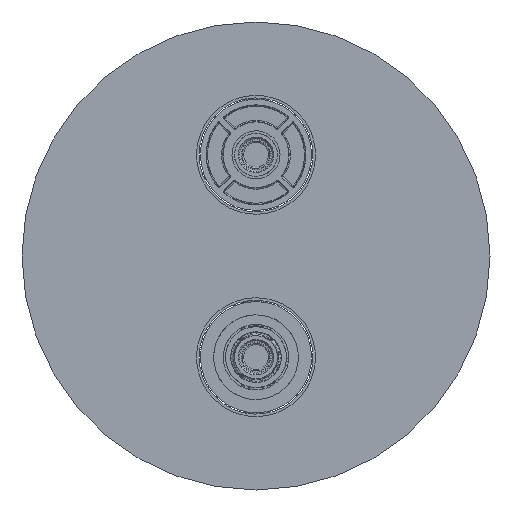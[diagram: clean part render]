
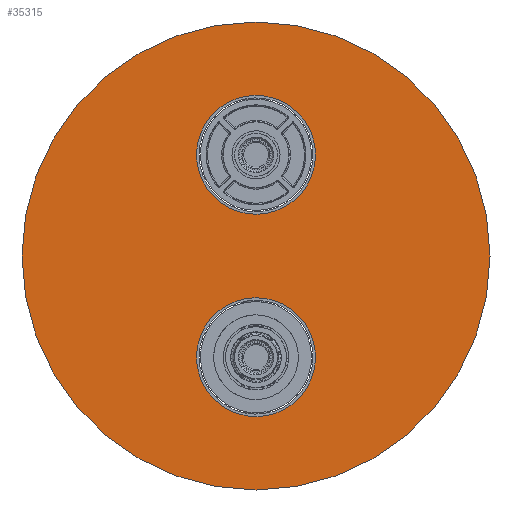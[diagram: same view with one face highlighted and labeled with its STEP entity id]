
A CAD part, front view. The second image highlights one B-rep face of the part: STEP entity #35315.
In plain terms, the highlighted planar face has unit normal (0, -1, 0).
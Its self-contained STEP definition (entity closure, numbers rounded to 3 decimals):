
#35087=CARTESIAN_POINT('Vertex',(-92.5,75.,40.)) ;
#35090=CARTESIAN_POINT('Axis2P3D Location',(0.,75.,40.)) ;
#35094=CARTESIAN_POINT('Vertex',(92.5,75.,40.)) ;
#35110=CARTESIAN_POINT('Axis2P3D Location',(0.,75.,40.)) ;
#35168=CARTESIAN_POINT('Axis2P3D Location',(0.,75.,40.)) ;
#35174=CARTESIAN_POINT('Control Point',(-11.298,75.,20.606)) ;
#35175=CARTESIAN_POINT('Control Point',(-13.385,75.,19.462)) ;
#35176=CARTESIAN_POINT('Control Point',(-15.328,75.,18.053)) ;
#35177=CARTESIAN_POINT('Control Point',(-17.081,75.,16.404)) ;
#35178=CARTESIAN_POINT('Control Point',(-20.132,75.,12.697)) ;
#35179=CARTESIAN_POINT('Control Point',(-22.162,75.,8.348)) ;
#35180=CARTESIAN_POINT('Control Point',(-22.895,75.,6.054)) ;
#35181=CARTESIAN_POINT('Control Point',(-23.764,75.,1.333)) ;
#35182=CARTESIAN_POINT('Control Point',(-23.429,75.,-3.456)) ;
#35183=CARTESIAN_POINT('Control Point',(-22.957,75.,-5.817)) ;
#35184=CARTESIAN_POINT('Control Point',(-21.425,75.,-10.367)) ;
#35185=CARTESIAN_POINT('Control Point',(-18.808,75.,-14.392)) ;
#35186=CARTESIAN_POINT('Control Point',(-17.249,75.,-16.227)) ;
#35187=CARTESIAN_POINT('Control Point',(-13.702,75.,-19.462)) ;
#35188=CARTESIAN_POINT('Control Point',(-9.46,75.,-21.711)) ;
#35189=CARTESIAN_POINT('Control Point',(-7.207,75.,-22.559)) ;
#35190=CARTESIAN_POINT('Control Point',(-2.536,75.,-23.666)) ;
#35191=CARTESIAN_POINT('Control Point',(2.264,75.,-23.574)) ;
#35192=CARTESIAN_POINT('Control Point',(4.646,75.,-23.222)) ;
#35193=CARTESIAN_POINT('Control Point',(7.42,75.,-22.442)) ;
#35194=CARTESIAN_POINT('Control Point',(10.025,75.,-21.263)) ;
#35195=CARTESIAN_POINT('Control Point',(10.455,75.,-21.054)) ;
#35196=CARTESIAN_POINT('Control Point',(10.879,75.,-20.836)) ;
#35197=CARTESIAN_POINT('Control Point',(11.298,75.,-20.606)) ;
#35198=CARTESIAN_POINT('Vertex',(-11.298,75.,20.606)) ;
#35200=CARTESIAN_POINT('Vertex',(11.298,75.,-20.606)) ;
#35204=CARTESIAN_POINT('Control Point',(11.298,75.,-20.606)) ;
#35205=CARTESIAN_POINT('Control Point',(13.385,75.,-19.462)) ;
#35206=CARTESIAN_POINT('Control Point',(15.328,75.,-18.053)) ;
#35207=CARTESIAN_POINT('Control Point',(17.081,75.,-16.404)) ;
#35208=CARTESIAN_POINT('Control Point',(20.132,75.,-12.697)) ;
#35209=CARTESIAN_POINT('Control Point',(22.162,75.,-8.348)) ;
#35210=CARTESIAN_POINT('Control Point',(22.895,75.,-6.054)) ;
#35211=CARTESIAN_POINT('Control Point',(23.764,75.,-1.333)) ;
#35212=CARTESIAN_POINT('Control Point',(23.429,75.,3.456)) ;
#35213=CARTESIAN_POINT('Control Point',(22.957,75.,5.817)) ;
#35214=CARTESIAN_POINT('Control Point',(21.425,75.,10.367)) ;
#35215=CARTESIAN_POINT('Control Point',(18.808,75.,14.392)) ;
#35216=CARTESIAN_POINT('Control Point',(17.249,75.,16.227)) ;
#35217=CARTESIAN_POINT('Control Point',(13.702,75.,19.462)) ;
#35218=CARTESIAN_POINT('Control Point',(9.46,75.,21.711)) ;
#35219=CARTESIAN_POINT('Control Point',(7.207,75.,22.559)) ;
#35220=CARTESIAN_POINT('Control Point',(2.536,75.,23.666)) ;
#35221=CARTESIAN_POINT('Control Point',(-2.264,75.,23.574)) ;
#35222=CARTESIAN_POINT('Control Point',(-4.646,75.,23.222)) ;
#35223=CARTESIAN_POINT('Control Point',(-7.42,75.,22.442)) ;
#35224=CARTESIAN_POINT('Control Point',(-10.025,75.,21.263)) ;
#35225=CARTESIAN_POINT('Control Point',(-10.455,75.,21.054)) ;
#35226=CARTESIAN_POINT('Control Point',(-10.879,75.,20.836)) ;
#35227=CARTESIAN_POINT('Control Point',(-11.298,75.,20.606)) ;
#35239=CARTESIAN_POINT('Control Point',(-11.298,75.,100.606)) ;
#35240=CARTESIAN_POINT('Control Point',(-13.385,75.,99.462)) ;
#35241=CARTESIAN_POINT('Control Point',(-15.328,75.,98.053)) ;
#35242=CARTESIAN_POINT('Control Point',(-17.081,75.,96.404)) ;
#35243=CARTESIAN_POINT('Control Point',(-20.132,75.,92.697)) ;
#35244=CARTESIAN_POINT('Control Point',(-22.162,75.,88.348)) ;
#35245=CARTESIAN_POINT('Control Point',(-22.895,75.,86.054)) ;
#35246=CARTESIAN_POINT('Control Point',(-23.764,75.,81.333)) ;
#35247=CARTESIAN_POINT('Control Point',(-23.429,75.,76.544)) ;
#35248=CARTESIAN_POINT('Control Point',(-22.957,75.,74.183)) ;
#35249=CARTESIAN_POINT('Control Point',(-21.425,75.,69.633)) ;
#35250=CARTESIAN_POINT('Control Point',(-18.808,75.,65.608)) ;
#35251=CARTESIAN_POINT('Control Point',(-17.249,75.,63.773)) ;
#35252=CARTESIAN_POINT('Control Point',(-13.702,75.,60.538)) ;
#35253=CARTESIAN_POINT('Control Point',(-9.46,75.,58.289)) ;
#35254=CARTESIAN_POINT('Control Point',(-7.207,75.,57.441)) ;
#35255=CARTESIAN_POINT('Control Point',(-2.536,75.,56.334)) ;
#35256=CARTESIAN_POINT('Control Point',(2.264,75.,56.426)) ;
#35257=CARTESIAN_POINT('Control Point',(4.646,75.,56.778)) ;
#35258=CARTESIAN_POINT('Control Point',(7.42,75.,57.558)) ;
#35259=CARTESIAN_POINT('Control Point',(10.025,75.,58.737)) ;
#35260=CARTESIAN_POINT('Control Point',(10.455,75.,58.946)) ;
#35261=CARTESIAN_POINT('Control Point',(10.879,75.,59.164)) ;
#35262=CARTESIAN_POINT('Control Point',(11.298,75.,59.394)) ;
#35263=CARTESIAN_POINT('Vertex',(-11.298,75.,100.606)) ;
#35265=CARTESIAN_POINT('Vertex',(11.298,75.,59.394)) ;
#35269=CARTESIAN_POINT('Control Point',(11.298,75.,59.394)) ;
#35270=CARTESIAN_POINT('Control Point',(13.385,75.,60.538)) ;
#35271=CARTESIAN_POINT('Control Point',(15.328,75.,61.947)) ;
#35272=CARTESIAN_POINT('Control Point',(17.081,75.,63.596)) ;
#35273=CARTESIAN_POINT('Control Point',(20.132,75.,67.303)) ;
#35274=CARTESIAN_POINT('Control Point',(22.162,75.,71.652)) ;
#35275=CARTESIAN_POINT('Control Point',(22.895,75.,73.946)) ;
#35276=CARTESIAN_POINT('Control Point',(23.764,75.,78.667)) ;
#35277=CARTESIAN_POINT('Control Point',(23.429,75.,83.456)) ;
#35278=CARTESIAN_POINT('Control Point',(22.957,75.,85.817)) ;
#35279=CARTESIAN_POINT('Control Point',(21.425,75.,90.367)) ;
#35280=CARTESIAN_POINT('Control Point',(18.808,75.,94.392)) ;
#35281=CARTESIAN_POINT('Control Point',(17.249,75.,96.227)) ;
#35282=CARTESIAN_POINT('Control Point',(13.702,75.,99.462)) ;
#35283=CARTESIAN_POINT('Control Point',(9.46,75.,101.711)) ;
#35284=CARTESIAN_POINT('Control Point',(7.207,75.,102.559)) ;
#35285=CARTESIAN_POINT('Control Point',(2.536,75.,103.666)) ;
#35286=CARTESIAN_POINT('Control Point',(-2.264,75.,103.574)) ;
#35287=CARTESIAN_POINT('Control Point',(-4.646,75.,103.222)) ;
#35288=CARTESIAN_POINT('Control Point',(-7.42,75.,102.442)) ;
#35289=CARTESIAN_POINT('Control Point',(-10.025,75.,101.263)) ;
#35290=CARTESIAN_POINT('Control Point',(-10.455,75.,101.054)) ;
#35291=CARTESIAN_POINT('Control Point',(-10.879,75.,100.836)) ;
#35292=CARTESIAN_POINT('Control Point',(-11.298,75.,100.606)) ;
#35091=DIRECTION('Axis2P3D Direction',(0.,1.,-0.)) ;
#35111=DIRECTION('Axis2P3D Direction',(0.,1.,-0.)) ;
#35169=DIRECTION('Axis2P3D Direction',(0.,1.,-0.)) ;
#35170=DIRECTION('Axis2P3D XDirection',(-1.,0.,0.)) ;
#35092=AXIS2_PLACEMENT_3D('Circle Axis2P3D',#35090,#35091,$) ;
#35112=AXIS2_PLACEMENT_3D('Circle Axis2P3D',#35110,#35111,$) ;
#35171=AXIS2_PLACEMENT_3D('Plane Axis2P3D',#35168,#35169,#35170) ;
#35093=CIRCLE('generated circle',#35092,92.5) ;
#35113=CIRCLE('generated circle',#35112,92.5) ;
#35172=PLANE('',#35171) ;
#35310=FACE_BOUND('',#35307,.T.) ;
#35314=FACE_BOUND('',#35311,.T.) ;
#35096=EDGE_CURVE('',#35088,#35095,#35093,.T.) ;
#35114=EDGE_CURVE('',#35095,#35088,#35113,.T.) ;
#35202=EDGE_CURVE('',#35199,#35201,#35173,.T.) ;
#35228=EDGE_CURVE('',#35201,#35199,#35203,.T.) ;
#35267=EDGE_CURVE('',#35264,#35266,#35238,.T.) ;
#35293=EDGE_CURVE('',#35266,#35264,#35268,.T.) ;
#35304=ORIENTED_EDGE('',*,*,#35114,.F.) ;
#35305=ORIENTED_EDGE('',*,*,#35096,.F.) ;
#35308=ORIENTED_EDGE('',*,*,#35202,.F.) ;
#35309=ORIENTED_EDGE('',*,*,#35228,.F.) ;
#35312=ORIENTED_EDGE('',*,*,#35293,.F.) ;
#35313=ORIENTED_EDGE('',*,*,#35267,.F.) ;
#35303=EDGE_LOOP('',(#35304,#35305)) ;
#35307=EDGE_LOOP('',(#35308,#35309)) ;
#35311=EDGE_LOOP('',(#35312,#35313)) ;
#35088=VERTEX_POINT('',#35087) ;
#35095=VERTEX_POINT('',#35094) ;
#35199=VERTEX_POINT('',#35198) ;
#35201=VERTEX_POINT('',#35200) ;
#35264=VERTEX_POINT('',#35263) ;
#35266=VERTEX_POINT('',#35265) ;
#35315=ADVANCED_FACE('PartBody',(#35306,#35310,#35314),#35172,.F.) ;
#35173=B_SPLINE_CURVE_WITH_KNOTS('',5,(#35174,#35175,#35176,#35177,#35178,#35179,#35180,#35181,#35182,#35183,#35184,#35185,#35186,#35187,#35188,#35189,#35190,#35191,#35192,#35193,#35194,#35195,#35196,#35197),.UNSPECIFIED.,.F.,.U.,(6,3,3,3,3,3,3,6),(0.,16.835,33.674,50.514,67.353,84.192,101.032,104.406),.UNSPECIFIED.) ;
#35203=B_SPLINE_CURVE_WITH_KNOTS('',5,(#35204,#35205,#35206,#35207,#35208,#35209,#35210,#35211,#35212,#35213,#35214,#35215,#35216,#35217,#35218,#35219,#35220,#35221,#35222,#35223,#35224,#35225,#35226,#35227),.UNSPECIFIED.,.F.,.U.,(6,3,3,3,3,3,3,6),(0.,16.835,33.674,50.514,67.353,84.192,101.032,104.406),.UNSPECIFIED.) ;
#35238=B_SPLINE_CURVE_WITH_KNOTS('',5,(#35239,#35240,#35241,#35242,#35243,#35244,#35245,#35246,#35247,#35248,#35249,#35250,#35251,#35252,#35253,#35254,#35255,#35256,#35257,#35258,#35259,#35260,#35261,#35262),.UNSPECIFIED.,.F.,.U.,(6,3,3,3,3,3,3,6),(0.,16.835,33.674,50.514,67.353,84.192,101.032,104.406),.UNSPECIFIED.) ;
#35268=B_SPLINE_CURVE_WITH_KNOTS('',5,(#35269,#35270,#35271,#35272,#35273,#35274,#35275,#35276,#35277,#35278,#35279,#35280,#35281,#35282,#35283,#35284,#35285,#35286,#35287,#35288,#35289,#35290,#35291,#35292),.UNSPECIFIED.,.F.,.U.,(6,3,3,3,3,3,3,6),(0.,16.835,33.674,50.514,67.353,84.192,101.032,104.406),.UNSPECIFIED.) ;
#35306=FACE_OUTER_BOUND('',#35303,.T.) ;
